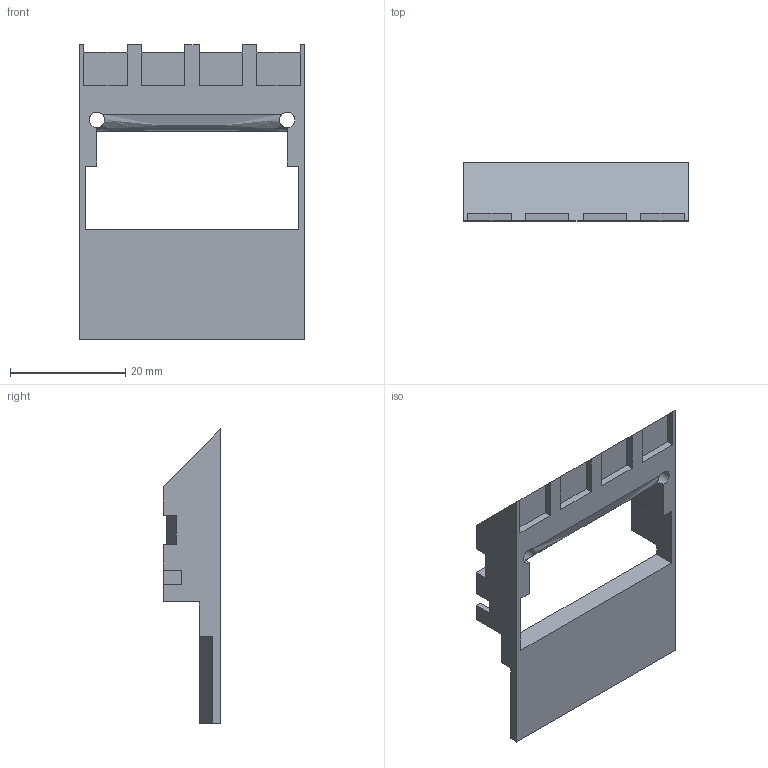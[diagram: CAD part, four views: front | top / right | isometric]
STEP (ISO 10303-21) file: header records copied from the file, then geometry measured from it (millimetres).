
FILE_DESCRIPTION(/* description */ (''),/* implementation_level */ '2;1');
FILE_NAME(/* name */ 'IRIS-ENC-01-MID v1.step',/* time_stamp */ '2018-08-13T14:53:41-05:00',/* author */ ('bbgrandy'),/* organization */ (''),/* preprocessor_version */ 'ST-DEVELOPER v17',/* originating_system */ 'Autodesk Translation Framework v7.1.0.215',/* authorisation */ '');
FILE_SCHEMA (('AUTOMOTIVE_DESIGN { 1 0 10303 214 3 1 1 }'));
Length unit declared in the file: millimetre
Products named in the file (1): IRIS-ENC-01-MID
Bounding box: 39 x 10 x 51 mm (x, y, z)
Volume: 6452.2 mm3; surface area: 4634.6 mm2
Topology: 1 solids, 1 shells, 54 faces, 165 edges, 110 vertices
Faces by surface type: plane 51, cylinder 2, bspline 1
Full cylindrical faces by diameter (mm): 2.7 x2
Entity records: 1940 total; most frequent: CARTESIAN_POINT 424, ORIENTED_EDGE 330, DIRECTION 273, EDGE_CURVE 165, LINE 155, VECTOR 155, VERTEX_POINT 110, AXIS2_PLACEMENT_3D 59
